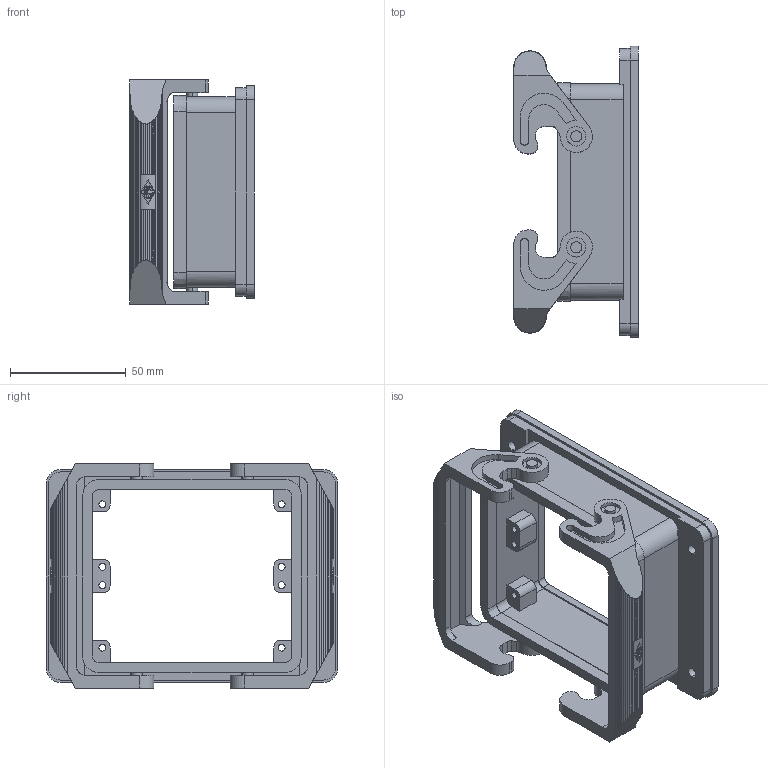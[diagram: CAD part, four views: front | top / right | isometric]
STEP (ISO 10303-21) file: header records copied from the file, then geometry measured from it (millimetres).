
FILE_DESCRIPTION(('Creo Elements/Direct Modeling STEP Export'),'2;1');
FILE_NAME('0ln7uvk43jndc5q2240','2016-07-07T14:53:33',(''),(''),'PTC Creo Elements/Direct Modeling STEP processor for AP214 (Solid Model)','PTC Creo Elements/Direct Modeling 19.0B 21-Mar-2015 (C) Parametric Technology GmbH','');
FILE_SCHEMA(('AUTOMOTIVE_DESIGN { 1 0 10303 214 1 1 1 1 }'));
Length unit declared in the file: millimetre
Products named in the file (2): JPI_32
Assembly tree (1 placements, depth 2):
  JPI_32
    JPI_32
Bounding box: 53.8 x 126 x 97 mm (x, y, z)
Volume: 107848.6 mm3; surface area: 56361 mm2
Topology: 1 solids, 1 shells, 542 faces, 1518 edges, 1016 vertices
Faces by surface type: plane 278, cylinder 256, extrusion 8
Entity records: 22494 total; most frequent: CARTESIAN_POINT 8527, ORIENTED_EDGE 3036, DIRECTION 2762, EDGE_CURVE 1518, VERTEX_POINT 1016, AXIS2_PLACEMENT_3D 943, VECTOR 876, LINE 868
